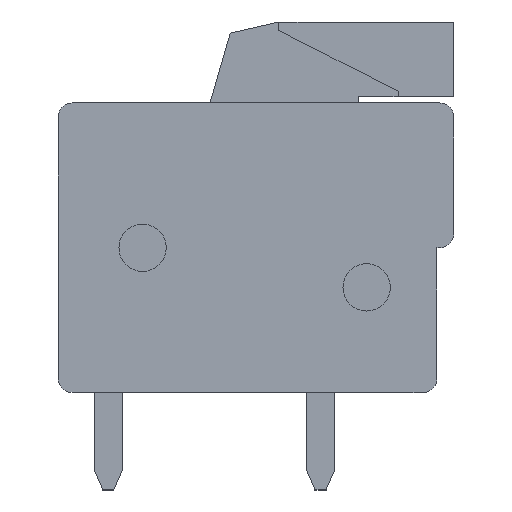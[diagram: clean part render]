
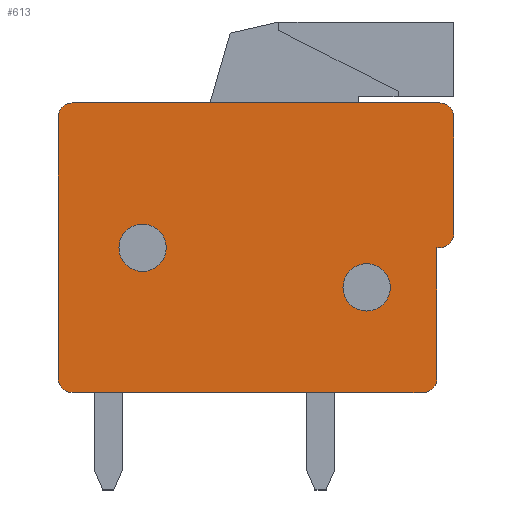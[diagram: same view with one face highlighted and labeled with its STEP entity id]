
A CAD part, left-side view. The second image highlights one B-rep face of the part: STEP entity #613.
In plain terms, the highlighted planar face has unit normal (-1, 0, 0).
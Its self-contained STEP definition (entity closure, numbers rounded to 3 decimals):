
#613 = ADVANCED_FACE( '', ( #1233, #1234, #1235 ), #1236, .T. );
#1233 = FACE_BOUND( '', #1895, .T. );
#1234 = FACE_OUTER_BOUND( '', #1896, .T. );
#1235 = FACE_BOUND( '', #1897, .T. );
#1236 = PLANE( '', #1898 );
#1895 = EDGE_LOOP( '', ( #3328 ) );
#1896 = EDGE_LOOP( '', ( #3329, #3330, #3331, #3332, #3333, #3334, #3335, #3336, #3337, #3338, #3339 ) );
#1897 = EDGE_LOOP( '', ( #3340 ) );
#1898 = AXIS2_PLACEMENT_3D( '', #3341, #3342, #3343 );
#3328 = ORIENTED_EDGE( '', *, *, #4612, .T. );
#3329 = ORIENTED_EDGE( '', *, *, #4613, .T. );
#3330 = ORIENTED_EDGE( '', *, *, #4614, .T. );
#3331 = ORIENTED_EDGE( '', *, *, #4258, .T. );
#3332 = ORIENTED_EDGE( '', *, *, #4546, .T. );
#3333 = ORIENTED_EDGE( '', *, *, #4103, .T. );
#3334 = ORIENTED_EDGE( '', *, *, #4601, .T. );
#3335 = ORIENTED_EDGE( '', *, *, #4615, .T. );
#3336 = ORIENTED_EDGE( '', *, *, #4540, .T. );
#3337 = ORIENTED_EDGE( '', *, *, #4318, .T. );
#3338 = ORIENTED_EDGE( '', *, *, #4616, .T. );
#3339 = ORIENTED_EDGE( '', *, *, #4128, .T. );
#3340 = ORIENTED_EDGE( '', *, *, #4617, .T. );
#3341 = CARTESIAN_POINT( '', ( -2.5, 0., 0. ) );
#3342 = DIRECTION( '', ( -1., 0., 0. ) );
#3343 = DIRECTION( '', ( 0., 0., 1. ) );
#4103 = EDGE_CURVE( '', #4904, #4902, #4905, .T. );
#4128 = EDGE_CURVE( '', #4946, #4947, #4948, .T. );
#4258 = EDGE_CURVE( '', #5173, #5174, #5175, .T. );
#4318 = EDGE_CURVE( '', #5267, #5265, #5268, .T. );
#4540 = EDGE_CURVE( '', #5599, #5267, #5600, .T. );
#4546 = EDGE_CURVE( '', #5174, #4904, #5606, .T. );
#4601 = EDGE_CURVE( '', #4902, #5668, #5670, .T. );
#4612 = EDGE_CURVE( '', #5684, #5684, #5685, .T. );
#4613 = EDGE_CURVE( '', #4947, #5686, #5687, .T. );
#4614 = EDGE_CURVE( '', #5686, #5173, #5688, .T. );
#4615 = EDGE_CURVE( '', #5668, #5599, #5689, .T. );
#4616 = EDGE_CURVE( '', #5265, #4946, #5690, .T. );
#4617 = EDGE_CURVE( '', #5691, #5691, #5692, .T. );
#4902 = VERTEX_POINT( '', #6044 );
#4904 = VERTEX_POINT( '', #6047 );
#4905 = LINE( '', #6048, #6049 );
#4946 = VERTEX_POINT( '', #6110 );
#4947 = VERTEX_POINT( '', #6111 );
#4948 = LINE( '', #6112, #6113 );
#5173 = VERTEX_POINT( '', #6437 );
#5174 = VERTEX_POINT( '', #6438 );
#5175 = LINE( '', #6439, #6440 );
#5265 = VERTEX_POINT( '', #6571 );
#5267 = VERTEX_POINT( '', #6574 );
#5268 = LINE( '', #6575, #6576 );
#5599 = VERTEX_POINT( '', #7045 );
#5600 = CIRCLE( '', #7046, 0.5 );
#5606 = CIRCLE( '', #7054, 0.5 );
#5668 = VERTEX_POINT( '', #7145 );
#5670 = CIRCLE( '', #7148, 0.5 );
#5684 = VERTEX_POINT( '', #7168 );
#5685 = CIRCLE( '', #7169, 0.85 );
#5686 = VERTEX_POINT( '', #7170 );
#5687 = LINE( '', #7171, #7172 );
#5688 = CIRCLE( '', #7173, 0.5 );
#5689 = LINE( '', #7174, #7175 );
#5690 = CIRCLE( '', #7176, 0.5 );
#5691 = VERTEX_POINT( '', #7177 );
#5692 = CIRCLE( '', #7178, 0.85 );
#6044 = CARTESIAN_POINT( '', ( -2.5, 6.6, 5.2 ) );
#6047 = CARTESIAN_POINT( '', ( -2.5, -6.6, 5.2 ) );
#6048 = CARTESIAN_POINT( '', ( -2.5, -7.1, 5.2 ) );
#6049 = VECTOR( '', #7481, 1000. );
#6110 = CARTESIAN_POINT( '', ( -2.5, -6.5, -4.7 ) );
#6111 = CARTESIAN_POINT( '', ( -2.5, -6.5, 0. ) );
#6112 = CARTESIAN_POINT( '', ( -2.5, -6.5, -5.2 ) );
#6113 = VECTOR( '', #7502, 1000. );
#6437 = CARTESIAN_POINT( '', ( -2.5, -7.1, 0.5 ) );
#6438 = CARTESIAN_POINT( '', ( -2.5, -7.1, 4.7 ) );
#6439 = CARTESIAN_POINT( '', ( -2.5, -7.1, 0. ) );
#6440 = VECTOR( '', #7635, 1000. );
#6571 = CARTESIAN_POINT( '', ( -2.5, -6., -5.2 ) );
#6574 = CARTESIAN_POINT( '', ( -2.5, 6.6, -5.2 ) );
#6575 = CARTESIAN_POINT( '', ( -2.5, 7.1, -5.2 ) );
#6576 = VECTOR( '', #7690, 1000. );
#7045 = CARTESIAN_POINT( '', ( -2.5, 7.1, -4.7 ) );
#7046 = AXIS2_PLACEMENT_3D( '', #7925, #7926, #7927 );
#7054 = AXIS2_PLACEMENT_3D( '', #7933, #7934, #7935 );
#7145 = CARTESIAN_POINT( '', ( -2.5, 7.1, 4.7 ) );
#7148 = AXIS2_PLACEMENT_3D( '', #7981, #7982, #7983 );
#7168 = CARTESIAN_POINT( '', ( -2.5, 3.22, 0. ) );
#7169 = AXIS2_PLACEMENT_3D( '', #7990, #7991, #7992 );
#7170 = CARTESIAN_POINT( '', ( -2.5, -6.6, 0. ) );
#7171 = CARTESIAN_POINT( '', ( -2.5, -6.5, 0. ) );
#7172 = VECTOR( '', #7993, 1000. );
#7173 = AXIS2_PLACEMENT_3D( '', #7994, #7995, #7996 );
#7174 = CARTESIAN_POINT( '', ( -2.5, 7.1, 5.2 ) );
#7175 = VECTOR( '', #7997, 1000. );
#7176 = AXIS2_PLACEMENT_3D( '', #7998, #7999, #8000 );
#7177 = CARTESIAN_POINT( '', ( -2.5, -4.825, -1.425 ) );
#7178 = AXIS2_PLACEMENT_3D( '', #8001, #8002, #8003 );
#7481 = DIRECTION( '', ( 0., 1., 0. ) );
#7502 = DIRECTION( '', ( 0., 0., 1. ) );
#7635 = DIRECTION( '', ( 0., 0., 1. ) );
#7690 = DIRECTION( '', ( 0., -1., 0. ) );
#7925 = CARTESIAN_POINT( '', ( -2.5, 6.6, -4.7 ) );
#7926 = DIRECTION( '', ( -1., 0., 0. ) );
#7927 = DIRECTION( '', ( 0., 0., 1. ) );
#7933 = CARTESIAN_POINT( '', ( -2.5, -6.6, 4.7 ) );
#7934 = DIRECTION( '', ( -1., 0., 0. ) );
#7935 = DIRECTION( '', ( 0., 0., 1. ) );
#7981 = CARTESIAN_POINT( '', ( -2.5, 6.6, 4.7 ) );
#7982 = DIRECTION( '', ( -1., 0., 0. ) );
#7983 = DIRECTION( '', ( 0., 0., 1. ) );
#7990 = CARTESIAN_POINT( '', ( -2.5, 4.07, 0. ) );
#7991 = DIRECTION( '', ( 1., 0., 0. ) );
#7992 = DIRECTION( '', ( 0., -1., 0. ) );
#7993 = DIRECTION( '', ( 0., -1., 0. ) );
#7994 = CARTESIAN_POINT( '', ( -2.5, -6.6, 0.5 ) );
#7995 = DIRECTION( '', ( -1., 0., 0. ) );
#7996 = DIRECTION( '', ( 0., 0., 1. ) );
#7997 = DIRECTION( '', ( 0., 0., -1. ) );
#7998 = CARTESIAN_POINT( '', ( -2.5, -6., -4.7 ) );
#7999 = DIRECTION( '', ( -1., 0., 0. ) );
#8000 = DIRECTION( '', ( 0., 0., 1. ) );
#8001 = CARTESIAN_POINT( '', ( -2.5, -3.975, -1.425 ) );
#8002 = DIRECTION( '', ( 1., 0., 0. ) );
#8003 = DIRECTION( '', ( 0., -1., 0. ) );
